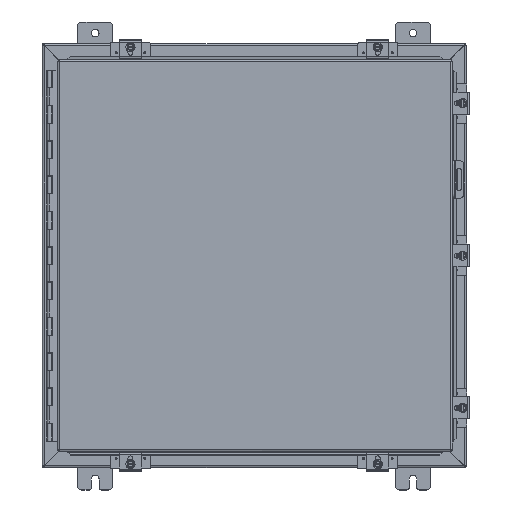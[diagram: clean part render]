
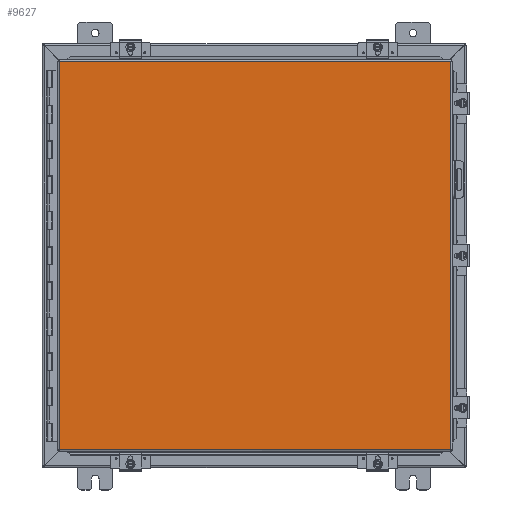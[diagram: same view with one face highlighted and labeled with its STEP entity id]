
A CAD part, top view. The second image highlights one B-rep face of the part: STEP entity #9627.
In plain terms, the highlighted face is planar.
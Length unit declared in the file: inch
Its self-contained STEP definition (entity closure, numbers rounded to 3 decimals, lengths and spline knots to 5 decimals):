
#2542 = DIRECTION ( 'NONE',  ( 0., 1., 0. ) ) ;
#3751 = FACE_OUTER_BOUND ( 'NONE', #27623, .T. ) ;
#4061 = DIRECTION ( 'NONE',  ( -1., 0., 0. ) ) ;
#5224 = CARTESIAN_POINT ( 'NONE',  ( 11.08225, -10.9885, 0. ) ) ;
#6685 = ORIENTED_EDGE ( 'NONE', *, *, #8777, .T. ) ;
#6802 = VERTEX_POINT ( 'NONE', #40438 ) ;
#8118 = ORIENTED_EDGE ( 'NONE', *, *, #22395, .T. ) ;
#8777 = EDGE_CURVE ( 'NONE', #37525, #38355, #26872, .T. ) ;
#9188 = DIRECTION ( 'NONE',  ( 1., 0., 0. ) ) ;
#9295 = DIRECTION ( 'NONE',  ( 0., 0., 1. ) ) ;
#9326 = CARTESIAN_POINT ( 'NONE',  ( 0., 0., 0. ) ) ;
#9627 = ADVANCED_FACE ( 'NONE', ( #3751 ), #10437, .F. ) ;
#10437 = PLANE ( 'NONE',  #13501 ) ;
#12306 = VECTOR ( 'NONE', #34839, 39.37008 ) ;
#12643 = VECTOR ( 'NONE', #31713, 39.37008 ) ;
#13501 = AXIS2_PLACEMENT_3D ( 'NONE', #9326, #9295, #9188 ) ;
#13611 = LINE ( 'NONE', #28507, #12643 ) ;
#14537 = EDGE_CURVE ( 'NONE', #38392, #6802, #30135, .T. ) ;
#15832 = ORIENTED_EDGE ( 'NONE', *, *, #14537, .T. ) ;
#17262 = CARTESIAN_POINT ( 'NONE',  ( -11.08225, 10.9885, 0. ) ) ;
#18489 = VECTOR ( 'NONE', #4061, 39.37008 ) ;
#20901 = VECTOR ( 'NONE', #2542, 39.37008 ) ;
#22395 = EDGE_CURVE ( 'NONE', #38355, #38392, #31391, .T. ) ;
#24770 = EDGE_CURVE ( 'NONE', #6802, #37525, #13611, .T. ) ;
#26376 = ORIENTED_EDGE ( 'NONE', *, *, #24770, .T. ) ;
#26872 = LINE ( 'NONE', #39194, #18489 ) ;
#27623 = EDGE_LOOP ( 'NONE', ( #8118, #15832, #26376, #6685 ) ) ;
#28507 = CARTESIAN_POINT ( 'NONE',  ( 11.08225, 5.49425, 0. ) ) ;
#30135 = LINE ( 'NONE', #32295, #12306 ) ;
#31391 = LINE ( 'NONE', #40108, #20901 ) ;
#31713 = DIRECTION ( 'NONE',  ( 0., -1., 0. ) ) ;
#32295 = CARTESIAN_POINT ( 'NONE',  ( -5.59375, 10.9885, 0. ) ) ;
#32943 = CARTESIAN_POINT ( 'NONE',  ( -11.08225, -10.9885, 0. ) ) ;
#34839 = DIRECTION ( 'NONE',  ( 1., 0., 0. ) ) ;
#37525 = VERTEX_POINT ( 'NONE', #5224 ) ;
#38355 = VERTEX_POINT ( 'NONE', #32943 ) ;
#38392 = VERTEX_POINT ( 'NONE', #17262 ) ;
#39194 = CARTESIAN_POINT ( 'NONE',  ( 5.54112, -10.9885, 0. ) ) ;
#40108 = CARTESIAN_POINT ( 'NONE',  ( -11.08225, -5.49425, 0. ) ) ;
#40438 = CARTESIAN_POINT ( 'NONE',  ( 11.08225, 10.9885, 0. ) ) ;
